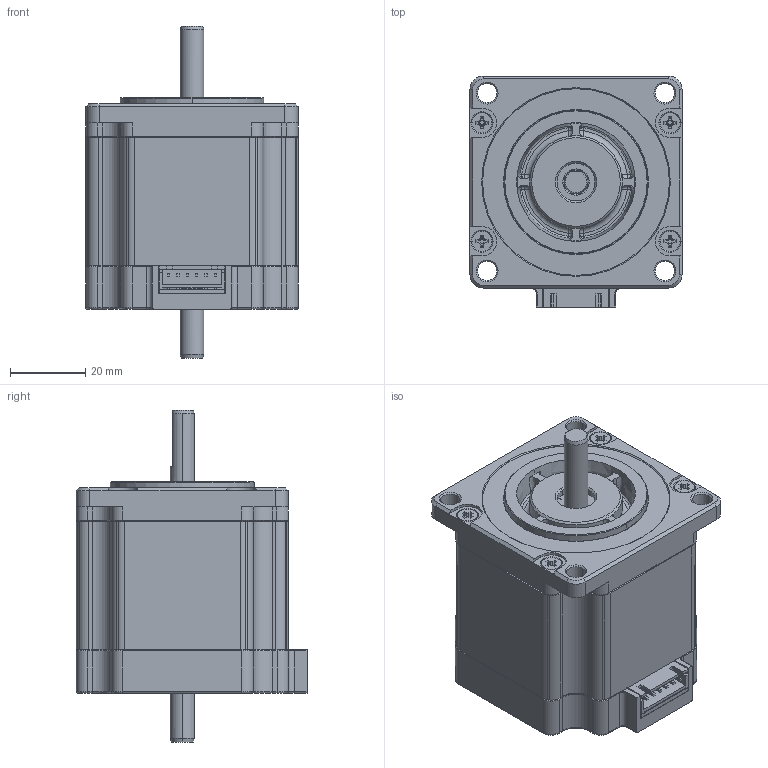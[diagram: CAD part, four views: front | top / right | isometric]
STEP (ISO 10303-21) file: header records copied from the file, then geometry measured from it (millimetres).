
FILE_DESCRIPTION((''),'2;1');
FILE_NAME('4611110011495_ASM','2024-04-17T13:25:30',('ms26442'),(''),'CREO PARAMETRIC BY PTC INC, 2018100','CREO PARAMETRIC BY PTC INC, 2018100','');
FILE_SCHEMA(('CONFIG_CONTROL_DESIGN'));
Products named in the file (25): 4613102100393; 3698153000043; 3698153000329; 4613104002511_ASM; 4713101000728; 4718405003477; 4713120000558_ASM; 4613103004618_ASM; 4219121302125; 4613106100329_AF0; 4332101101886_AF0; 4693220000369_AF0; 4613106100329_AF1; 4613107105367_ASM; 4333201500270; 4333201500254; 4331101000005; 4613108002371_ASM; 4219121302242; 4294440200013_AF0; 4294404000576; 4294440200013_AF1; 4613153001156_ASM; 3219720000388; 4611110011495_ASM
Assembly tree (28 placements, depth 5):
  4611110011495_ASM
    4613153001156_ASM
      4613103004618_ASM
        4613104002511_ASM
          4613102100393
          3698153000043
          3698153000329
        4713120000558_ASM
          4713101000728
          4718405003477
      4219121302125
      4613108002371_ASM
        4613107105367_ASM
          4613106100329_AF0
          4332101101886_AF0
          4693220000369_AF0
          4613106100329_AF1
        4333201500270
        4333201500254
        4331101000005  x2
      4219121302242
      4294440200013_AF0
      4294404000576  x4
      4294440200013_AF1
    3219720000388
Bounding box: 56.26 x 61.43 x 88 mm (x, y, z)
Volume: 107441.1 mm3; surface area: 101106.9 mm2
Topology: 25 solids, 39 shells, 3293 faces, 9068 edges, 5940 vertices
Faces by surface type: plane 1548, cylinder 1505, cone 131, torus 45, bspline 40, extrusion 24
Entity records: 105110 total; most frequent: CARTESIAN_POINT 21234, DIRECTION 17920, ORIENTED_EDGE 17488, EDGE_CURVE 8758, AXIS2_PLACEMENT_3D 6238, VERTEX_POINT 5742, VECTOR 5444, LINE 5420
